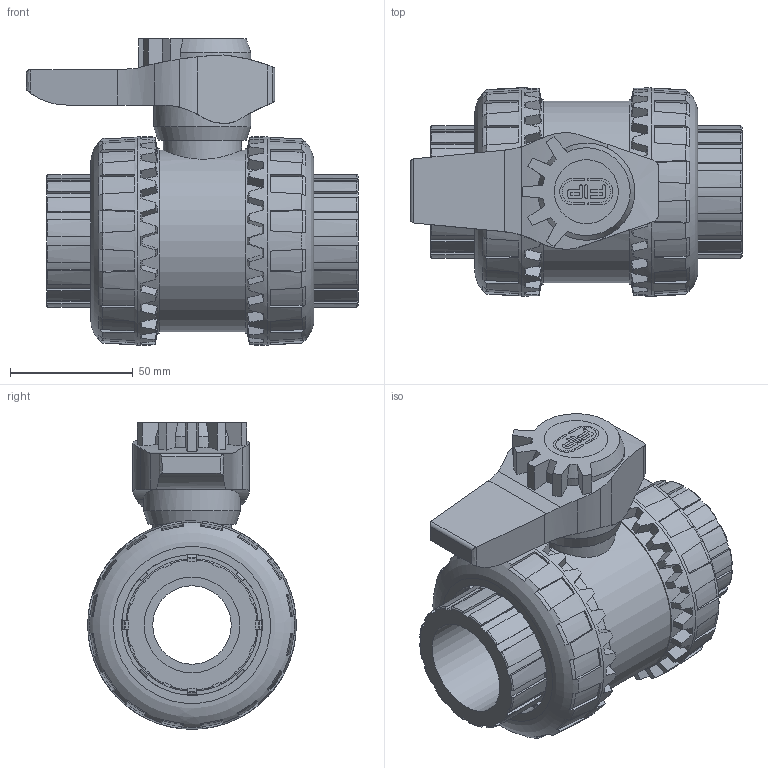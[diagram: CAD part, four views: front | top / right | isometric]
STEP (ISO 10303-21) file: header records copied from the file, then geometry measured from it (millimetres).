
FILE_DESCRIPTION(/* description */ (''),/* implementation_level */ '2;1');
FILE_NAME(/* name */ 'VXEFV114E.iam.stp',/* time_stamp */ '2013-10-01T10:45:08+02:00',/* author */ ('bfaro'),/* organization */ (''),/* preprocessor_version */ 'ST-DEVELOPER v15.2',/* originating_system */ 'Autodesk Inventor 2014',/* authorisation */ '');
FILE_SCHEMA (('AUTOMOTIVE_DESIGN { 1 0 10303 214 3 1 1 }'));
Length unit declared in the file: millimetre
Products named in the file (6): corpo valvola VEE 40; ENDFV114; HSVXE040; Piastrina 40; NTVXE040V; VXEFV114E
Bounding box: 135.4 x 85.05 x 124.98 mm (x, y, z)
Volume: 471324.9 mm3; surface area: 112810.5 mm2
Topology: 7 solids, 7 shells, 772 faces, 2230 edges, 1486 vertices
Faces by surface type: plane 441, cone 152, cylinder 111, torus 66, bspline 2
Full cylindrical faces by diameter (mm): 26.1 x2, 32 x3, 39 x2, 39.579 x1, 40 x1, 54 x2, 57.4 x2, 63.5 x2, 67.3 x2, 74 x1
Entity records: 15409 total; most frequent: CARTESIAN_POINT 3862, ORIENTED_EDGE 2506, DIRECTION 2436, EDGE_CURVE 1253, AXIS2_PLACEMENT_3D 1011, VERTEX_POINT 844, EDGE_LOOP 481, ADVANCED_FACE 447
